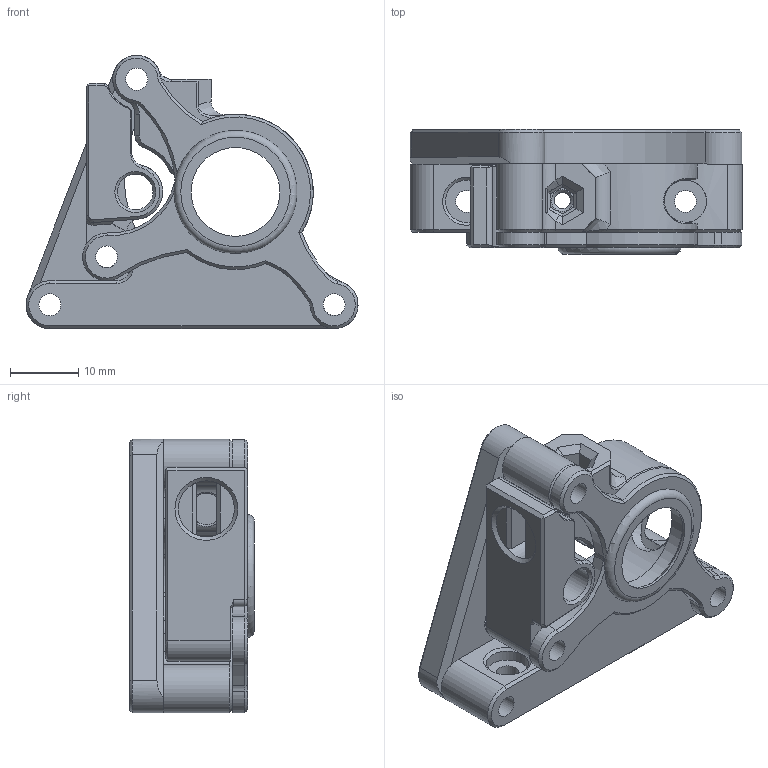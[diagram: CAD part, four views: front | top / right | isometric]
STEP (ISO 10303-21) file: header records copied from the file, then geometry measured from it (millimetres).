
FILE_DESCRIPTION(/* description */ ('STEP AP242','CAx-IF Rec.Pracs.---Representation and Presentation of Product Manufacturing Information (PMI)---4.0---2014-10-13','CAx-IF Rec.Pracs.---3D Tessellated Geometry---0.4---2014-09-14','2;1'),/* implementation_level */ '2;1');
FILE_NAME(/* name */ '66453765cf7feb4a25444d54',/* time_stamp */ '2024-05-15T22:29:58Z',/* author */ (''),/* organization */ (''),/* preprocessor_version */ 'ST-DEVELOPER v20',/* originating_system */ ' ',/* authorisation */ ' ');
FILE_SCHEMA (('AP242_MANAGED_MODEL_BASED_3D_ENGINEERING_MIM_LF { 1 0 10303 442 1 1 4 }'));
Length unit declared in the file: metre
Products named in the file (4): back_plate; idler_arm; faceplate; body
Bounding box: 48.55 x 18.25 x 39.98 mm (x, y, z)
Volume: 11283.6 mm3; surface area: 9416.4 mm2
Topology: 4 solids, 4 shells, 283 faces, 723 edges, 447 vertices
Faces by surface type: plane 104, cylinder 88, cone 63, bspline 23, torus 5
Full cylindrical faces by diameter (mm): 2.4 x2, 3.2 x12, 4.6 x1, 4.8 x2, 5.2 x2, 6.2 x2, 13 x1, 14.2 x1
Entity records: 9133 total; most frequent: CARTESIAN_POINT 2408, DIRECTION 1376, ORIENTED_EDGE 1350, EDGE_CURVE 675, AXIS2_PLACEMENT_3D 530, VERTEX_POINT 435, EDGE_LOOP 356, FACE_BOUND 356
